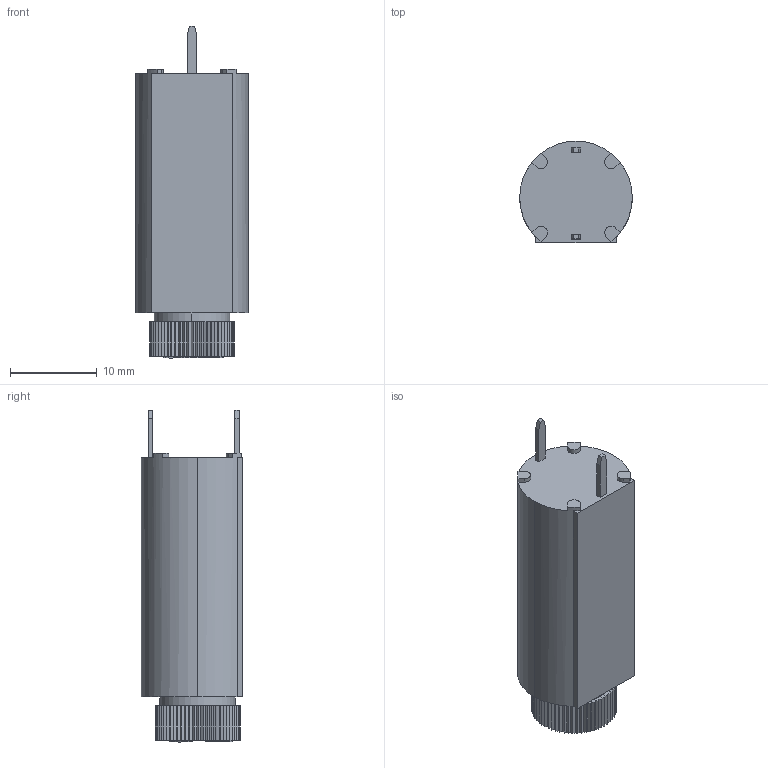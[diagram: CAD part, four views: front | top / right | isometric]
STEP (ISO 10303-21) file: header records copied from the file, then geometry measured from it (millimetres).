
FILE_DESCRIPTION (( 'STEP AP214' ), '1' );
FILE_NAME ('696309001002.STEP', '2023-06-21T09:42:50', ( '' ), ( '' ), 'SwSTEP 2.0', 'SolidWorks 2022', '' );
FILE_SCHEMA (( 'AUTOMOTIVE_DESIGN' ));
Length unit declared in the file: millimetre
Products named in the file (1): 696309001002
Bounding box: 13 x 11.7 x 38.3 mm (x, y, z)
Volume: 3736.5 mm3; surface area: 1834.6 mm2
Topology: 1 solids, 2 shells, 330 faces, 944 edges, 628 vertices
Faces by surface type: plane 316, cylinder 14
Entity records: 10762 total; most frequent: CARTESIAN_POINT 1903, ORIENTED_EDGE 1888, DIRECTION 1646, EDGE_CURVE 944, VECTOR 904, LINE 904, VERTEX_POINT 628, AXIS2_PLACEMENT_3D 371
